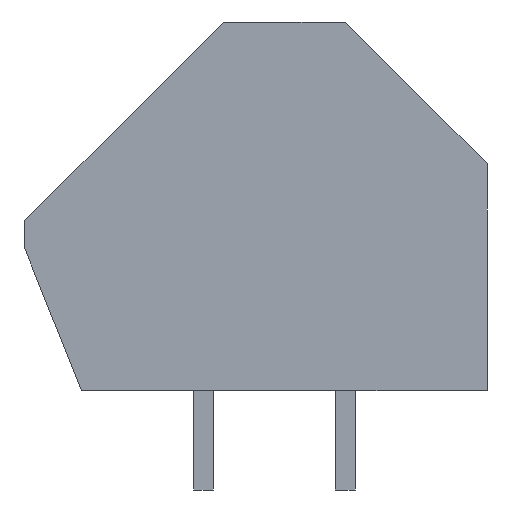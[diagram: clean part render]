
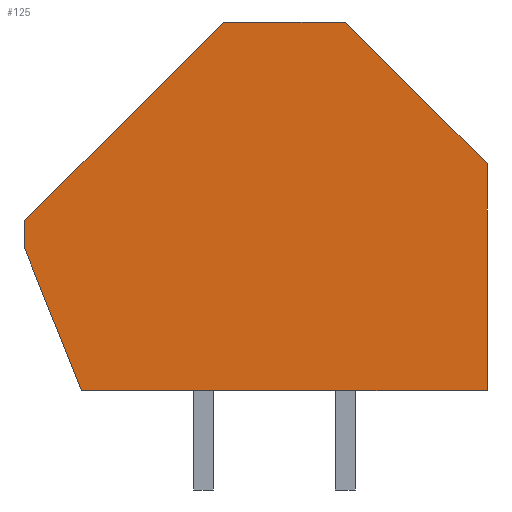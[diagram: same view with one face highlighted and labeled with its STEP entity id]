
A CAD part, front view. The second image highlights one B-rep face of the part: STEP entity #125.
In plain terms, the highlighted planar face has unit normal (0, -1, 0).
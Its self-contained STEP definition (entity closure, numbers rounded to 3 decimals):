
#1 = DIRECTION ( 'NONE',  ( 1., 0., 0. ) ) ;
#17 = VECTOR ( 'NONE', #997, 1000. ) ;
#42 = DIRECTION ( 'NONE',  ( 0., 0., -1. ) ) ;
#53 = VERTEX_POINT ( 'NONE', #613 ) ;
#65 = VECTOR ( 'NONE', #407, 1000. ) ;
#88 = VERTEX_POINT ( 'NONE', #242 ) ;
#89 = ORIENTED_EDGE ( 'NONE', *, *, #728, .T. ) ;
#116 = VECTOR ( 'NONE', #595, 1000. ) ;
#118 = FACE_OUTER_BOUND ( 'NONE', #321, .T. ) ;
#121 = LINE ( 'NONE', #642, #65 ) ;
#124 = CARTESIAN_POINT ( 'NONE',  ( 16.3, 0., 8. ) ) ;
#125 = ADVANCED_FACE ( 'NONE', ( #118 ), #562, .F. ) ;
#129 = VERTEX_POINT ( 'NONE', #124 ) ;
#159 = VERTEX_POINT ( 'NONE', #955 ) ;
#166 = VECTOR ( 'NONE', #676, 1000. ) ;
#212 = AXIS2_PLACEMENT_3D ( 'NONE', #637, #270, #487 ) ;
#225 = CARTESIAN_POINT ( 'NONE',  ( 11.3, 0., 13. ) ) ;
#242 = CARTESIAN_POINT ( 'NONE',  ( 2., 0., 0. ) ) ;
#270 = DIRECTION ( 'NONE',  ( 0., 1., 0. ) ) ;
#286 = DIRECTION ( 'NONE',  ( -0.707, 0., 0.707 ) ) ;
#307 = LINE ( 'NONE', #523, #166 ) ;
#313 = ORIENTED_EDGE ( 'NONE', *, *, #844, .T. ) ;
#321 = EDGE_LOOP ( 'NONE', ( #606, #418, #860, #794, #89, #324, #313 ) ) ;
#324 = ORIENTED_EDGE ( 'NONE', *, *, #580, .F. ) ;
#357 = CARTESIAN_POINT ( 'NONE',  ( 0., 0., 5. ) ) ;
#365 = LINE ( 'NONE', #591, #17 ) ;
#372 = EDGE_CURVE ( 'NONE', #53, #453, #390, .T. ) ;
#375 = LINE ( 'NONE', #919, #116 ) ;
#390 = LINE ( 'NONE', #452, #395 ) ;
#395 = VECTOR ( 'NONE', #1, 1000. ) ;
#397 = VECTOR ( 'NONE', #286, 1000. ) ;
#407 = DIRECTION ( 'NONE',  ( 0.371, 0., -0.928 ) ) ;
#418 = ORIENTED_EDGE ( 'NONE', *, *, #683, .T. ) ;
#433 = LINE ( 'NONE', #225, #397 ) ;
#452 = CARTESIAN_POINT ( 'NONE',  ( 0., 0., 13. ) ) ;
#453 = VERTEX_POINT ( 'NONE', #624 ) ;
#487 = DIRECTION ( 'NONE',  ( 0., 0., 1. ) ) ;
#523 = CARTESIAN_POINT ( 'NONE',  ( 0., 0., 0. ) ) ;
#541 = VERTEX_POINT ( 'NONE', #956 ) ;
#562 = PLANE ( 'NONE',  #212 ) ;
#571 = EDGE_CURVE ( 'NONE', #588, #88, #121, .T. ) ;
#580 = EDGE_CURVE ( 'NONE', #129, #159, #717, .T. ) ;
#588 = VERTEX_POINT ( 'NONE', #357 ) ;
#591 = CARTESIAN_POINT ( 'NONE',  ( 0., 0., 13. ) ) ;
#595 = DIRECTION ( 'NONE',  ( -0.707, 0., -0.707 ) ) ;
#606 = ORIENTED_EDGE ( 'NONE', *, *, #372, .F. ) ;
#613 = CARTESIAN_POINT ( 'NONE',  ( 7., 0., 13. ) ) ;
#619 = VECTOR ( 'NONE', #42, 1000. ) ;
#624 = CARTESIAN_POINT ( 'NONE',  ( 11.3, 0., 13. ) ) ;
#637 = CARTESIAN_POINT ( 'NONE',  ( 0., 0., 13. ) ) ;
#642 = CARTESIAN_POINT ( 'NONE',  ( 0., 0., 5. ) ) ;
#676 = DIRECTION ( 'NONE',  ( 1., 0., 0. ) ) ;
#683 = EDGE_CURVE ( 'NONE', #53, #541, #375, .T. ) ;
#715 = EDGE_CURVE ( 'NONE', #541, #588, #365, .T. ) ;
#717 = LINE ( 'NONE', #732, #619 ) ;
#728 = EDGE_CURVE ( 'NONE', #88, #159, #307, .T. ) ;
#732 = CARTESIAN_POINT ( 'NONE',  ( 16.3, 0., 13. ) ) ;
#794 = ORIENTED_EDGE ( 'NONE', *, *, #571, .T. ) ;
#844 = EDGE_CURVE ( 'NONE', #129, #453, #433, .T. ) ;
#860 = ORIENTED_EDGE ( 'NONE', *, *, #715, .T. ) ;
#919 = CARTESIAN_POINT ( 'NONE',  ( 7., 0., 13. ) ) ;
#955 = CARTESIAN_POINT ( 'NONE',  ( 16.3, 0., 0. ) ) ;
#956 = CARTESIAN_POINT ( 'NONE',  ( 0., 0., 6. ) ) ;
#997 = DIRECTION ( 'NONE',  ( 0., 0., -1. ) ) ;
